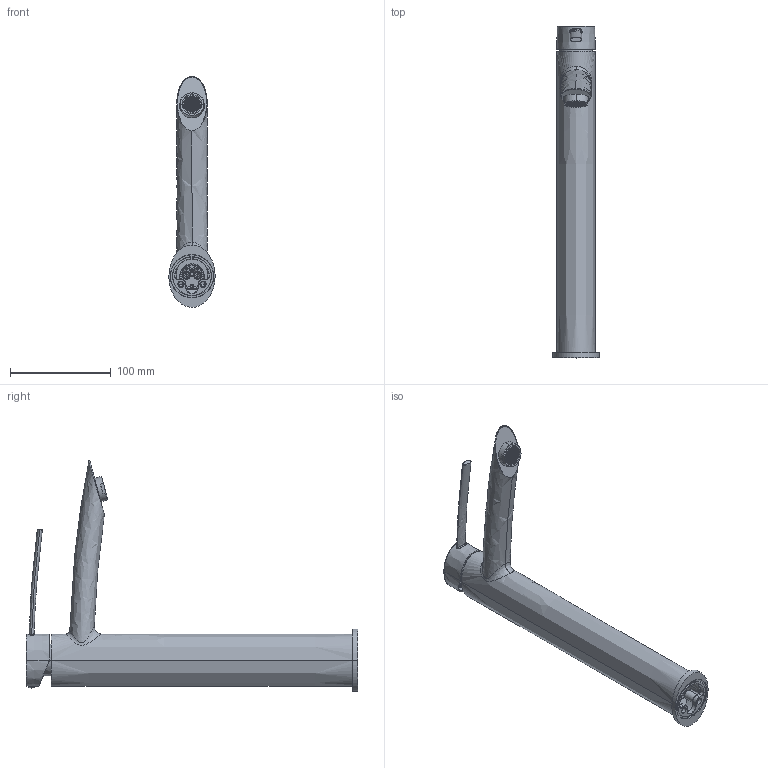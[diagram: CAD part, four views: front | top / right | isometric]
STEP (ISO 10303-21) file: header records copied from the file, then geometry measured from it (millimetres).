
FILE_DESCRIPTION((''),'2;1');
FILE_NAME('BR081CR','2021-04-12T09:07:16',('ut3'),('PAFFONI SpA'),'CREO PARAMETRIC BY PTC INC, 2020044','CREO PARAMETRIC BY PTC INC, 2020044','');
FILE_SCHEMA(('CONFIG_CONTROL_DESIGN','SHAPE_APPEARANCE_LAYERS_GROUPS'));
Products named in the file (1): BR081CR
Bounding box: 46 x 330.2 x 229.59 mm (x, y, z)
Volume: 248677.8 mm3; surface area: 162510.5 mm2
Topology: 2 solids, 4 shells, 2624 faces, 7518 edges, 4863 vertices
Faces by surface type: plane 1949, cylinder 361, cone 112, torus 91, bspline 76, sphere 18, extrusion 9, revolution 8
Entity records: 116951 total; most frequent: CARTESIAN_POINT 24142, ORIENTED_EDGE 14984, DIRECTION 13914, EDGE_CURVE 7492, VECTOR 4946, LINE 4937, VERTEX_POINT 4863, AXIS2_PLACEMENT_3D 4480
